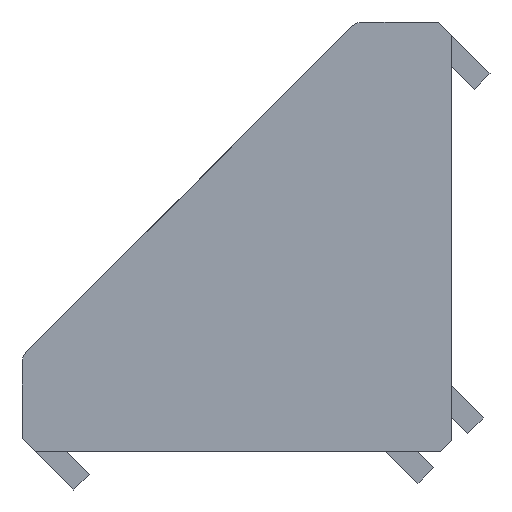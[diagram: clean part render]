
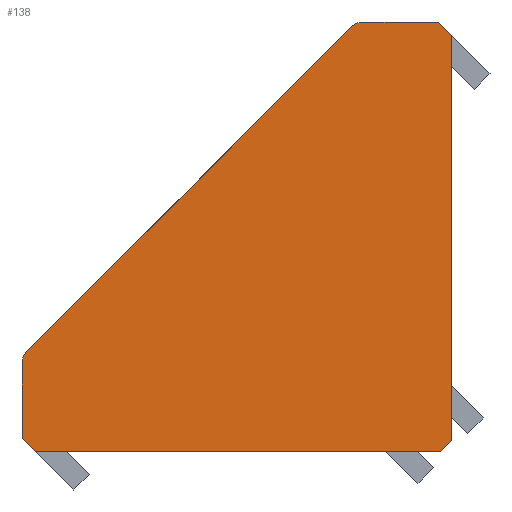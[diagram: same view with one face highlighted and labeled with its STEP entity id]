
A CAD part, left-side view. The second image highlights one B-rep face of the part: STEP entity #138.
In plain terms, the highlighted planar face has unit normal (-1, 0, 0).
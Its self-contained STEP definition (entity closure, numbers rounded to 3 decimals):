
#138 = ADVANCED_FACE( '', ( #301 ), #302, .F. );
#301 = FACE_OUTER_BOUND( '', #501, .T. );
#302 = PLANE( '', #502 );
#501 = EDGE_LOOP( '', ( #1075, #1076, #1077, #1078, #1079, #1080, #1081, #1082, #1083, #1084 ) );
#502 = AXIS2_PLACEMENT_3D( '', #1085, #1086, #1087 );
#1075 = ORIENTED_EDGE( '', *, *, #1596, .F. );
#1076 = ORIENTED_EDGE( '', *, *, #1427, .F. );
#1077 = ORIENTED_EDGE( '', *, *, #1597, .F. );
#1078 = ORIENTED_EDGE( '', *, *, #1598, .F. );
#1079 = ORIENTED_EDGE( '', *, *, #1599, .F. );
#1080 = ORIENTED_EDGE( '', *, *, #1600, .F. );
#1081 = ORIENTED_EDGE( '', *, *, #1588, .F. );
#1082 = ORIENTED_EDGE( '', *, *, #1601, .F. );
#1083 = ORIENTED_EDGE( '', *, *, #1602, .F. );
#1084 = ORIENTED_EDGE( '', *, *, #1603, .F. );
#1085 = CARTESIAN_POINT( '', ( -14., 5.586, 26. ) );
#1086 = DIRECTION( '', ( 1., 0., 0. ) );
#1087 = DIRECTION( '', ( 0., 0., -1. ) );
#1427 = EDGE_CURVE( '', #1725, #1727, #1728, .T. );
#1588 = EDGE_CURVE( '', #1997, #1999, #2000, .T. );
#1596 = EDGE_CURVE( '', #1727, #2010, #2011, .T. );
#1597 = EDGE_CURVE( '', #2012, #1725, #2013, .T. );
#1598 = EDGE_CURVE( '', #2014, #2012, #2015, .T. );
#1599 = EDGE_CURVE( '', #2016, #2014, #2017, .T. );
#1600 = EDGE_CURVE( '', #1999, #2016, #2018, .T. );
#1601 = EDGE_CURVE( '', #2019, #1997, #2020, .T. );
#1602 = EDGE_CURVE( '', #2021, #2019, #2022, .T. );
#1603 = EDGE_CURVE( '', #2010, #2021, #2023, .T. );
#1725 = VERTEX_POINT( '', #2195 );
#1727 = VERTEX_POINT( '', #2198 );
#1728 = LINE( '', #2199, #2200 );
#1997 = VERTEX_POINT( '', #2616 );
#1999 = VERTEX_POINT( '', #2619 );
#2000 = LINE( '', #2620, #2621 );
#2010 = VERTEX_POINT( '', #2638 );
#2011 = CIRCLE( '', #2639, 1. );
#2012 = VERTEX_POINT( '', #2640 );
#2013 = CIRCLE( '', #2641, 1. );
#2014 = VERTEX_POINT( '', #2642 );
#2015 = LINE( '', #2643, #2644 );
#2016 = VERTEX_POINT( '', #2645 );
#2017 = LINE( '', #2646, #2647 );
#2018 = LINE( '', #2648, #2649 );
#2019 = VERTEX_POINT( '', #2650 );
#2020 = LINE( '', #2651, #2652 );
#2021 = VERTEX_POINT( '', #2653 );
#2022 = LINE( '', #2654, #2655 );
#2023 = LINE( '', #2656, #2657 );
#2195 = CARTESIAN_POINT( '', ( -14., 26.707, 6.293 ) );
#2198 = CARTESIAN_POINT( '', ( -14., 6.293, 26.707 ) );
#2199 = CARTESIAN_POINT( '', ( -14., 26.707, 6.293 ) );
#2200 = VECTOR( '', #2833, 1000. );
#2616 = CARTESIAN_POINT( '', ( -14., 0., 0.707 ) );
#2619 = CARTESIAN_POINT( '', ( -14., 0.707, 0. ) );
#2620 = CARTESIAN_POINT( '', ( -14., 0., 0.707 ) );
#2621 = VECTOR( '', #3018, 1000. );
#2638 = CARTESIAN_POINT( '', ( -14., 5.586, 27. ) );
#2639 = AXIS2_PLACEMENT_3D( '', #3026, #3027, #3028 );
#2640 = CARTESIAN_POINT( '', ( -14., 27., 5.586 ) );
#2641 = AXIS2_PLACEMENT_3D( '', #3029, #3030, #3031 );
#2642 = CARTESIAN_POINT( '', ( -14., 27., 0.837 ) );
#2643 = CARTESIAN_POINT( '', ( -14., 27., 0.837 ) );
#2644 = VECTOR( '', #3032, 1000. );
#2645 = CARTESIAN_POINT( '', ( -14., 26.163, 0. ) );
#2646 = CARTESIAN_POINT( '', ( -14., 26.163, 0. ) );
#2647 = VECTOR( '', #3033, 1000. );
#2648 = CARTESIAN_POINT( '', ( -14., 0.707, 0. ) );
#2649 = VECTOR( '', #3034, 1000. );
#2650 = CARTESIAN_POINT( '', ( -14., 0., 26.163 ) );
#2651 = CARTESIAN_POINT( '', ( -14., 0., 26.163 ) );
#2652 = VECTOR( '', #3035, 1000. );
#2653 = CARTESIAN_POINT( '', ( -14., 0.837, 27. ) );
#2654 = CARTESIAN_POINT( '', ( -14., 0.837, 27. ) );
#2655 = VECTOR( '', #3036, 1000. );
#2656 = CARTESIAN_POINT( '', ( -14., 5.586, 27. ) );
#2657 = VECTOR( '', #3037, 1000. );
#2833 = DIRECTION( '', ( 0., -0.707, 0.707 ) );
#3018 = DIRECTION( '', ( 0., 0.707, -0.707 ) );
#3026 = CARTESIAN_POINT( '', ( -14., 5.586, 26. ) );
#3027 = DIRECTION( '', ( 1., 0., 0. ) );
#3028 = DIRECTION( '', ( 0., 0., -1. ) );
#3029 = CARTESIAN_POINT( '', ( -14., 26., 5.586 ) );
#3030 = DIRECTION( '', ( 1., 0., 0. ) );
#3031 = DIRECTION( '', ( 0., 0., -1. ) );
#3032 = DIRECTION( '', ( 0., 0., 1. ) );
#3033 = DIRECTION( '', ( 0., 0.707, 0.707 ) );
#3034 = DIRECTION( '', ( 0., 1., 0. ) );
#3035 = DIRECTION( '', ( 0., 0., -1. ) );
#3036 = DIRECTION( '', ( 0., -0.707, -0.707 ) );
#3037 = DIRECTION( '', ( 0., -1., 0. ) );
